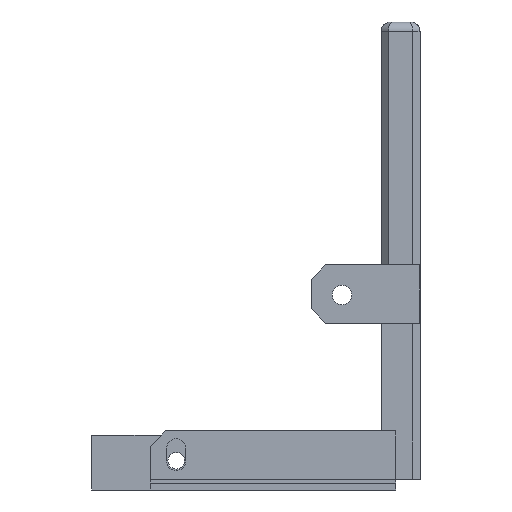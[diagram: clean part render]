
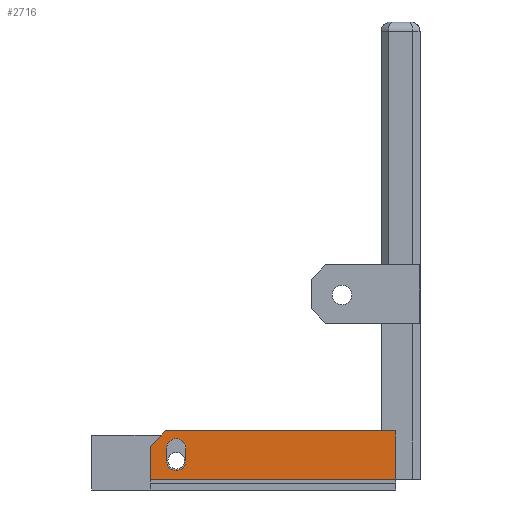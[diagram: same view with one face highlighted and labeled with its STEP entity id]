
A CAD part, front view. The second image highlights one B-rep face of the part: STEP entity #2716.
In plain terms, the highlighted planar face has unit normal (0, -1, 0).
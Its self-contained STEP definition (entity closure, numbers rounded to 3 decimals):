
#2412=CARTESIAN_POINT('',(101.1,-50.,-14.092));
#2413=VERTEX_POINT('',#2412);
#2414=CARTESIAN_POINT('',(98.,-50.,-17.192));
#2415=VERTEX_POINT('',#2414);
#2416=CARTESIAN_POINT('',(101.1,-50.,-14.092));
#2417=DIRECTION('',(-0.707,-0.,-0.707));
#2418=VECTOR('',#2417,4.384);
#2419=LINE('',#2416,#2418);
#2420=EDGE_CURVE('',#2413,#2415,#2419,.T.);
#2502=CARTESIAN_POINT('',(101.29,-50.,-17.7));
#2503=VERTEX_POINT('',#2502);
#2510=CARTESIAN_POINT('',(101.29,-50.,-20.2));
#2511=VERTEX_POINT('',#2510);
#2512=CARTESIAN_POINT('',(101.29,-50.,-17.7));
#2513=DIRECTION('',(0.,0.,-1.));
#2514=VECTOR('',#2513,2.5);
#2515=LINE('',#2512,#2514);
#2516=EDGE_CURVE('',#2503,#2511,#2515,.T.);
#2542=CARTESIAN_POINT('',(105.29,-50.,-20.2));
#2543=VERTEX_POINT('',#2542);
#2544=CARTESIAN_POINT('',(103.29,-50.,-20.2));
#2545=DIRECTION('',(0.,-1.,-0.));
#2546=DIRECTION('',(-1.,0.,0.));
#2547=AXIS2_PLACEMENT_3D('',#2544,#2545,#2546);
#2548=CIRCLE('',#2547,2.);
#2549=EDGE_CURVE('',#2511,#2543,#2548,.T.);
#2574=CARTESIAN_POINT('',(105.29,-50.,-17.7));
#2575=VERTEX_POINT('',#2574);
#2576=CARTESIAN_POINT('',(105.29,-50.,-17.7));
#2577=DIRECTION('',(0.,0.,-1.));
#2578=VECTOR('',#2577,2.5);
#2579=LINE('',#2576,#2578);
#2580=EDGE_CURVE('',#2575,#2543,#2579,.T.);
#2598=CARTESIAN_POINT('',(103.29,-50.,-15.7));
#2599=VERTEX_POINT('',#2598);
#2614=CARTESIAN_POINT('',(103.29,-50.,-17.7));
#2615=DIRECTION('',(0.,-1.,0.));
#2616=DIRECTION('',(1.,0.,0.));
#2617=AXIS2_PLACEMENT_3D('',#2614,#2615,#2616);
#2618=CIRCLE('',#2617,2.);
#2619=EDGE_CURVE('',#2575,#2599,#2618,.T.);
#2629=CARTESIAN_POINT('',(98.,-50.,-23.99));
#2630=VERTEX_POINT('',#2629);
#2639=CARTESIAN_POINT('',(98.,-50.,-23.99));
#2640=DIRECTION('',(0.,0.,1.));
#2641=VECTOR('',#2640,6.798);
#2642=LINE('',#2639,#2641);
#2643=EDGE_CURVE('',#2630,#2415,#2642,.T.);
#2672=CARTESIAN_POINT('',(0.,-50.,0.));
#2673=DIRECTION('',(0.,-1.,0.));
#2674=DIRECTION('',(1.,0.,0.));
#2675=AXIS2_PLACEMENT_3D('',#2672,#2673,#2674);
#2676=PLANE('',#2675);
#2677=CARTESIAN_POINT('',(148.315,-50.,-23.99));
#2678=VERTEX_POINT('',#2677);
#2679=CARTESIAN_POINT('',(148.315,-50.,-23.99));
#2680=DIRECTION('',(-1.,0.,0.));
#2681=VECTOR('',#2680,50.315);
#2682=LINE('',#2679,#2681);
#2683=EDGE_CURVE('',#2678,#2630,#2682,.T.);
#2684=ORIENTED_EDGE('',*,*,#2683,.F.);
#2685=CARTESIAN_POINT('',(148.315,-50.,-14.092));
#2686=VERTEX_POINT('',#2685);
#2687=CARTESIAN_POINT('',(148.315,-50.,-14.092));
#2688=DIRECTION('',(0.,0.,-1.));
#2689=VECTOR('',#2688,9.898);
#2690=LINE('',#2687,#2689);
#2691=EDGE_CURVE('',#2686,#2678,#2690,.T.);
#2692=ORIENTED_EDGE('',*,*,#2691,.F.);
#2693=CARTESIAN_POINT('',(101.1,-50.,-14.092));
#2694=DIRECTION('',(1.,0.,-0.));
#2695=VECTOR('',#2694,47.215);
#2696=LINE('',#2693,#2695);
#2697=EDGE_CURVE('',#2413,#2686,#2696,.T.);
#2698=ORIENTED_EDGE('',*,*,#2697,.F.);
#2699=ORIENTED_EDGE('',*,*,#2420,.T.);
#2700=ORIENTED_EDGE('',*,*,#2643,.F.);
#2701=EDGE_LOOP('',(#2684,#2692,#2698,#2699,#2700));
#2702=FACE_BOUND('',#2701,.T.);
#2703=CARTESIAN_POINT('',(103.29,-50.,-17.7));
#2704=DIRECTION('',(0.,-1.,0.));
#2705=DIRECTION('',(1.,0.,0.));
#2706=AXIS2_PLACEMENT_3D('',#2703,#2704,#2705);
#2707=CIRCLE('',#2706,2.);
#2708=EDGE_CURVE('',#2599,#2503,#2707,.T.);
#2709=ORIENTED_EDGE('',*,*,#2708,.F.);
#2710=ORIENTED_EDGE('',*,*,#2619,.F.);
#2711=ORIENTED_EDGE('',*,*,#2580,.T.);
#2712=ORIENTED_EDGE('',*,*,#2549,.F.);
#2713=ORIENTED_EDGE('',*,*,#2516,.F.);
#2714=EDGE_LOOP('',(#2709,#2710,#2711,#2712,#2713));
#2715=FACE_BOUND('',#2714,.T.);
#2716=ADVANCED_FACE('',(#2702,#2715),#2676,.T.);
